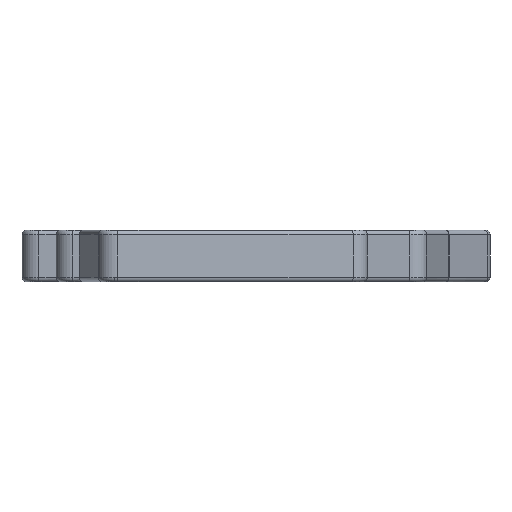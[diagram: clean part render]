
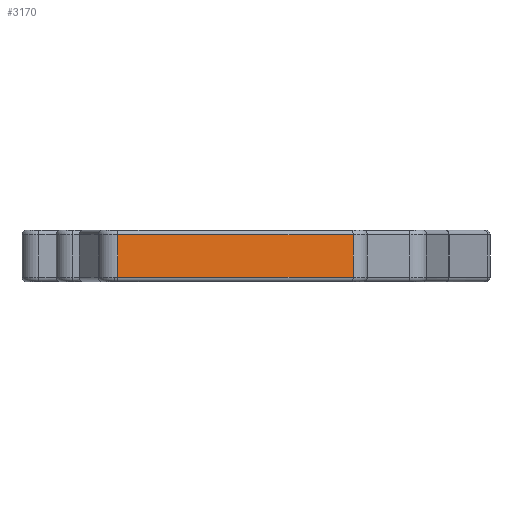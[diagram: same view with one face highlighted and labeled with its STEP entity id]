
A CAD part, left-side view. The second image highlights one B-rep face of the part: STEP entity #3170.
In plain terms, the highlighted planar face has unit normal (-0.985, -0.17, 0).
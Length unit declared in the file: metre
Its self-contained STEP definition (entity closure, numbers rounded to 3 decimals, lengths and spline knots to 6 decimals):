
#51=PLANE('',#3486);
#134=LINE('',#5042,#351);
#211=LINE('',#5334,#428);
#212=LINE('',#5338,#429);
#213=LINE('',#5339,#430);
#351=VECTOR('',#3896,1.);
#428=VECTOR('',#4197,1.);
#429=VECTOR('',#4202,1.);
#430=VECTOR('',#4203,1.);
#807=ORIENTED_EDGE('',*,*,#1708,.T.);
#808=ORIENTED_EDGE('',*,*,#1710,.T.);
#809=ORIENTED_EDGE('',*,*,#1566,.F.);
#810=ORIENTED_EDGE('',*,*,#1711,.T.);
#1566=EDGE_CURVE('',#2025,#2046,#134,.F.);
#1708=EDGE_CURVE('',#2151,#2150,#211,.F.);
#1710=EDGE_CURVE('',#2150,#2046,#212,.T.);
#1711=EDGE_CURVE('',#2025,#2151,#213,.F.);
#2025=VERTEX_POINT('',#4990);
#2046=VERTEX_POINT('',#5039);
#2150=VERTEX_POINT('',#5333);
#2151=VERTEX_POINT('',#5335);
#2611=EDGE_LOOP('',(#807,#808,#809,#810));
#2837=FACE_BOUND('',#2611,.T.);
#3170=ADVANCED_FACE('',(#2837),#51,.T.);
#3486=AXIS2_PLACEMENT_3D('',#5337,#4200,#4201);
#3896=DIRECTION('',(0.,0.,-1.));
#4197=DIRECTION('',(0.,0.,-1.));
#4200=DIRECTION('',(-0.985,-0.17,0.));
#4201=DIRECTION('',(-0.17,0.985,0.));
#4202=DIRECTION('',(-0.17,0.985,0.));
#4203=DIRECTION('',(-0.17,0.985,0.));
#4990=CARTESIAN_POINT('',(0.076918,-0.06318,0.));
#5039=CARTESIAN_POINT('',(0.076918,-0.06318,0.0094));
#5042=CARTESIAN_POINT('',(0.076918,-0.06318,0.));
#5333=CARTESIAN_POINT('',(0.085855,-0.114902,0.0094));
#5334=CARTESIAN_POINT('',(0.085855,-0.114902,0.));
#5335=CARTESIAN_POINT('',(0.085855,-0.114902,0.));
#5337=CARTESIAN_POINT('',(0.085856,-0.114911,0.));
#5338=CARTESIAN_POINT('',(0.085856,-0.114911,0.0094));
#5339=CARTESIAN_POINT('',(0.085856,-0.114911,0.));
